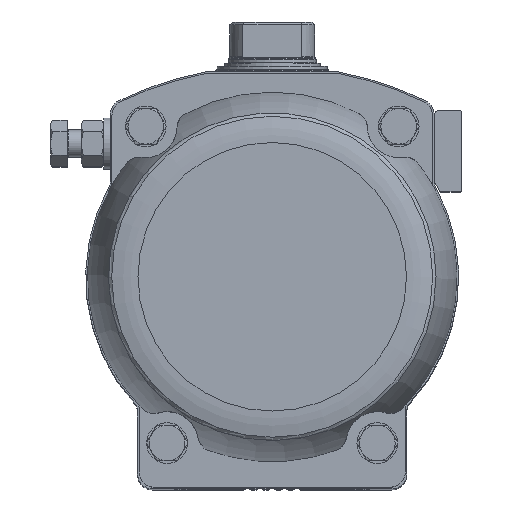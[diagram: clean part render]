
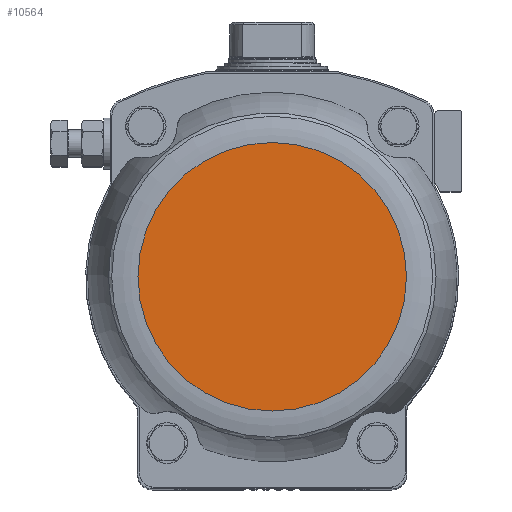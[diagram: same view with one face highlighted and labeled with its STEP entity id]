
A CAD part, top view. The second image highlights one B-rep face of the part: STEP entity #10564.
In plain terms, the highlighted planar face has unit normal (0, 0, 1).
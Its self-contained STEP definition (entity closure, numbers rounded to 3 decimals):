
#406=PLANE('',#11621);
#3720=ORIENTED_EDGE('',*,*,#6026,.T.);
#6026=EDGE_CURVE('',#7316,#7316,#8026,.T.);
#7316=VERTEX_POINT('',#17758);
#8026=CIRCLE('',#11620,79.195);
#8697=EDGE_LOOP('',(#3720));
#9595=FACE_BOUND('',#8697,.T.);
#10564=ADVANCED_FACE('',(#9595),#406,.F.);
#11620=AXIS2_PLACEMENT_3D('',#17757,#13919,#13920);
#11621=AXIS2_PLACEMENT_3D('',#17759,#13921,#13922);
#13919=DIRECTION('',(0.,0.,1.));
#13920=DIRECTION('',(1.,0.,0.));
#13921=DIRECTION('',(0.,0.,-1.));
#13922=DIRECTION('',(-1.,0.,0.));
#17757=CARTESIAN_POINT('',(0.,0.,259.65));
#17758=CARTESIAN_POINT('',(79.195,0.,259.65));
#17759=CARTESIAN_POINT('',(79.195,0.,259.65));
